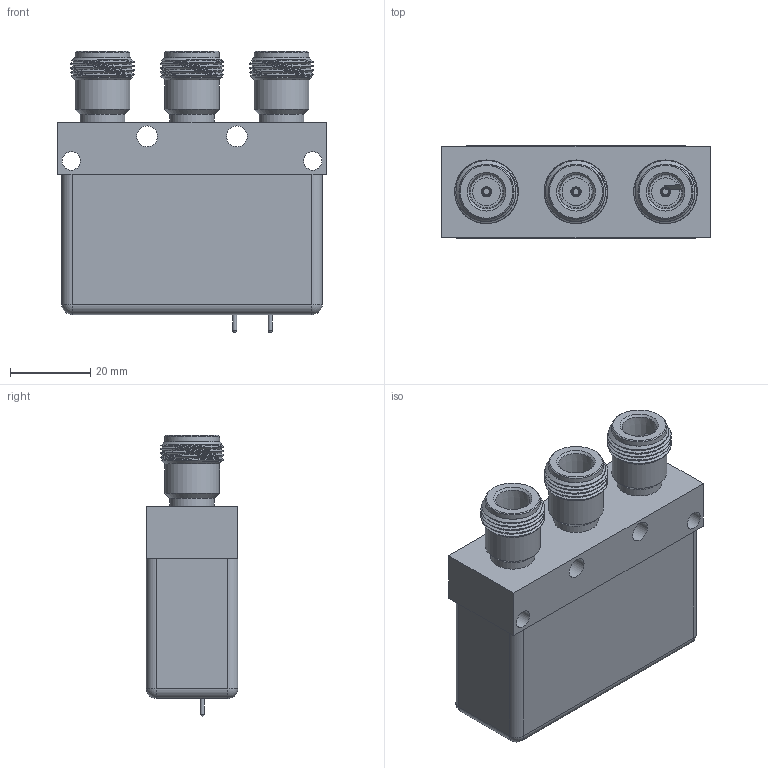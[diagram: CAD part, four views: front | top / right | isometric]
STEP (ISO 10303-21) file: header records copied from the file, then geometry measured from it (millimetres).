
FILE_DESCRIPTION (( 'STEP AP203' ), '1' );
FILE_NAME ('SEMS-4056-SPDT-N.step', '2019-10-30T15:17:14', ( '' ), ( '' ), 'SwSTEP 2.0', 'SolidWorks 2018', '' );
FILE_SCHEMA (( 'CONFIG_CONTROL_DESIGN' ));
Products named in the file (1): SEMS-4056-SPDT-N
Bounding box: 67 x 22.95 x 70.2 mm (x, y, z)
Volume: 76302.3 mm3; surface area: 16562.8 mm2
Topology: 1 solids, 1 shells, 887 faces, 2352 edges, 1555 vertices
Faces by surface type: plane 503, bspline 286, cylinder 59, cone 33, sphere 6
Full cylindrical faces by diameter (mm): 1.016 x2, 1.524 x3, 2.54 x3, 4.6 x2, 5.2 x2, 6.985 x3, 11.176 x3, 13.716 x6
Entity records: 47274 total; most frequent: CARTESIAN_POINT 27734, ORIENTED_EDGE 4552, DIRECTION 2888, EDGE_CURVE 2276, VERTEX_POINT 1532, VECTOR 1454, LINE 1454, EDGE_LOOP 1030
